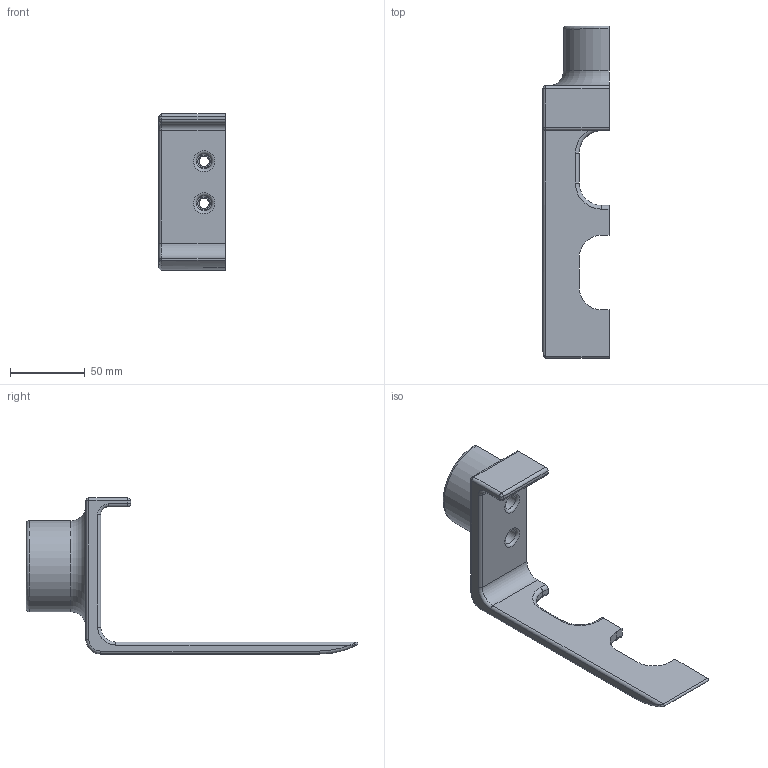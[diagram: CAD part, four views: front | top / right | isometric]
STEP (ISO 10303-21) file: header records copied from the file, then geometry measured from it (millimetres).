
FILE_DESCRIPTION(/* description */ ('','CAx-IF Rec.Pracs.---Representation and Presentation of Product Manufacturing Information (PMI)---4.0---2014-10-13'),/* implementation_level */ '2;1');
FILE_NAME(/* name */ 'Fork.step',/* time_stamp */ '2024-12-16T17:45:30+09:00',/* author */ (''),/* organization */ (''),/* preprocessor_version */ 'ST-DEVELOPER v20',/* originating_system */ 'Autodesk Translation Framework v13.20.0.188',/* authorisation */ '');
FILE_SCHEMA (('AP242_MANAGED_MODEL_BASED_3D_ENGINEERING_MIM_LF { 1 0 10303 442 1 1 4 }'));
Length unit declared in the file: millimetre
Products named in the file (1): fork1
Bounding box: 44.25 x 222.17 x 104.5 mm (x, y, z)
Volume: 143713.7 mm3; surface area: 38606.2 mm2
Topology: 1 solids, 1 shells, 227 faces, 502 edges, 283 vertices
Faces by surface type: cylinder 106, plane 50, torus 43, sphere 27, bspline 1
Full cylindrical faces by diameter (mm): 6.75 x2, 10.25 x2
Entity records: 6333 total; most frequent: DIRECTION 1222, CARTESIAN_POINT 1133, ORIENTED_EDGE 1002, EDGE_CURVE 501, AXIS2_PLACEMENT_3D 498, VERTEX_POINT 283, CIRCLE 271, EDGE_LOOP 238
